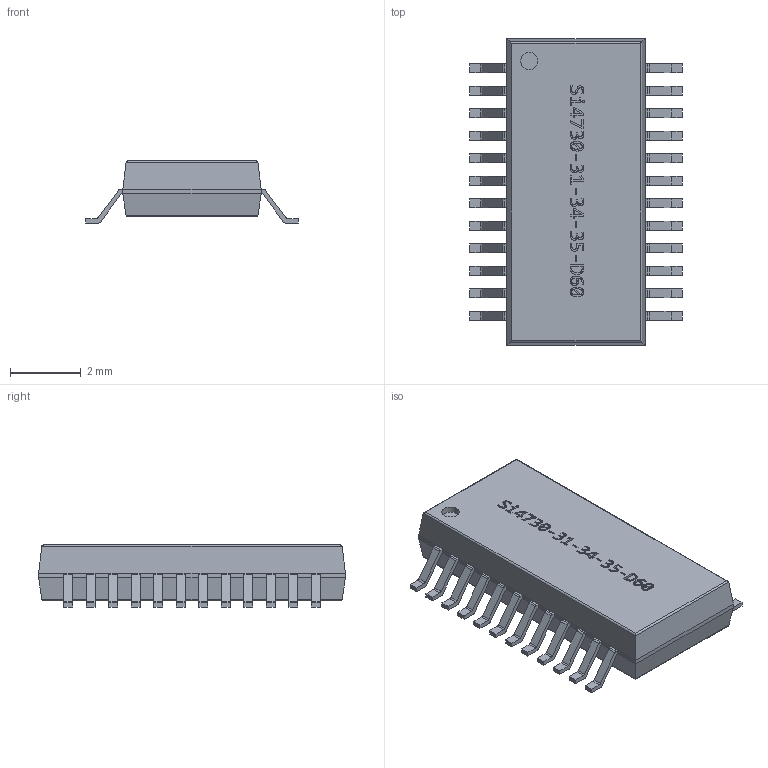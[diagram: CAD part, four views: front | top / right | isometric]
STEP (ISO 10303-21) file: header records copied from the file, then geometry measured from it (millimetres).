
FILE_DESCRIPTION(('FreeCAD Model'),'2;1');
FILE_NAME('864662.1.1.stp','2017-09-07T05:29:37',( 'Author'),(''),'Open CASCADE STEP processor 6.8','FreeCAD','Unknown' );
FILE_SCHEMA(('AUTOMOTIVE_DESIGN_CC2 { 1 2 10303 214 -1 1 5 4 }'));
Length unit declared in the file: millimetre
Products named in the file (3): ASSEMBLY; Body; PinsArrayLR
Assembly tree (2 placements, depth 2):
  ASSEMBLY
    Body
    PinsArrayLR
Bounding box: 6 x 8.65 x 1.75 mm (x, y, z)
Volume: 52.3 mm3; surface area: 134 mm2
Topology: 25 solids, 25 shells, 835 faces, 2252 edges, 1496 vertices
Faces by surface type: plane 399, extrusion 355, cylinder 81
Full cylindrical faces by diameter (mm): 0.487 x1
Entity records: 56227 total; most frequent: CARTESIAN_POINT 13250, DIRECTION 6673, VECTOR 5325, LINE 4970, ORIENTED_EDGE 4504, PCURVE 4504, DEFINITIONAL_REPRESENTATION 4504, EDGE_CURVE 2252
